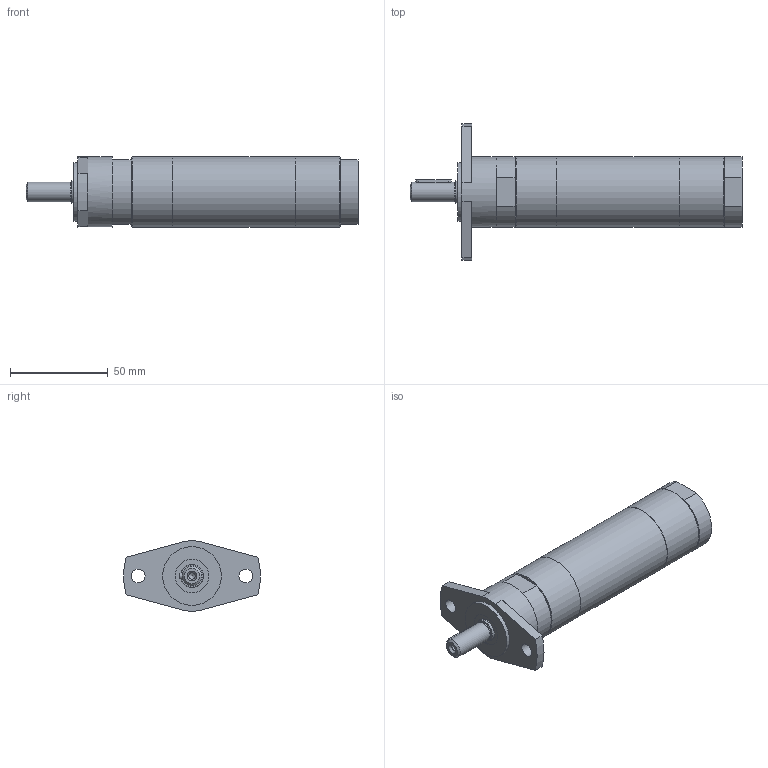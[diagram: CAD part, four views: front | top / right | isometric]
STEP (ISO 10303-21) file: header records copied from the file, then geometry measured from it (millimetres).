
FILE_DESCRIPTION(/* description */ ('MUD 16-140 F55'),/* implementation_level */ '2;1');
FILE_NAME(/* name */ 'MUD 16-140 F55_60005747.stp',/* time_stamp */ '2024-02-20T15:35:31+01:00',/* author */ ('DSteinicke'),/* organization */ (''),/* preprocessor_version */ 'ST-DEVELOPER v20',/* originating_system */ 'Autodesk Inventor 2024',/* authorisation */ '');
FILE_SCHEMA (('AUTOMOTIVE_DESIGN { 1 0 10303 214 3 1 1 }'));
Length unit declared in the file: millimetre
Products named in the file (1): 60005747
Bounding box: 169.7 x 70 x 36 mm (x, y, z)
Volume: 150527.4 mm3; surface area: 22719.2 mm2
Topology: 1 solids, 1 shells, 139 faces, 341 edges, 222 vertices
Faces by surface type: plane 91, cylinder 25, cone 14, bspline 7, torus 2
Full cylindrical faces by diameter (mm): 3.242 x1, 7 x2, 8.566 x2, 9.8 x1, 10 x1, 11.445 x1, 11.95 x1, 17 x1, 30 x1, 34.99 x2, 36 x4
Entity records: 4363 total; most frequent: CARTESIAN_POINT 867, ORIENTED_EDGE 680, DIRECTION 661, EDGE_CURVE 340, LINE 233, VECTOR 233, VERTEX_POINT 222, AXIS2_PLACEMENT_3D 214
